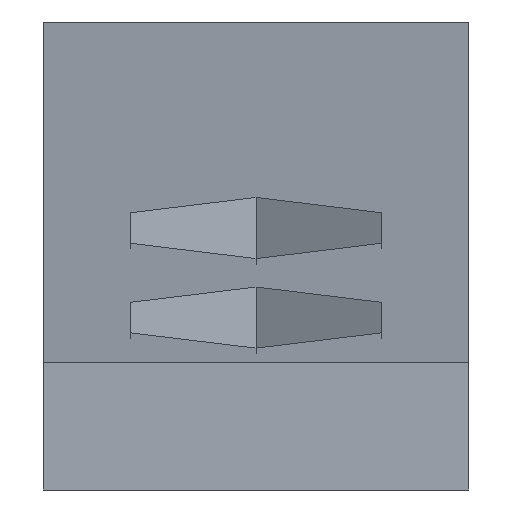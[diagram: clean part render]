
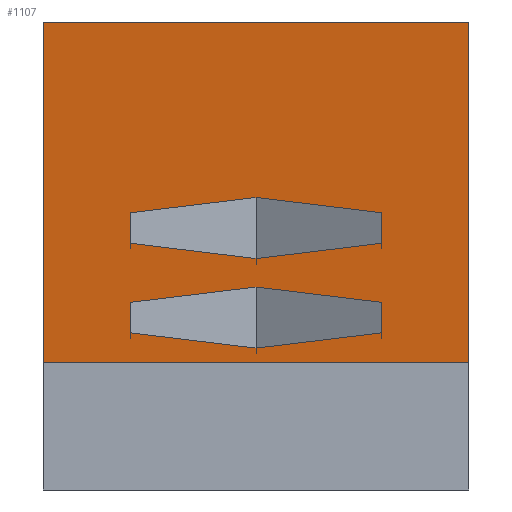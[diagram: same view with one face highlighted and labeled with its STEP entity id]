
A CAD part, left-side view. The second image highlights one B-rep face of the part: STEP entity #1107.
In plain terms, the highlighted planar face has unit normal (-0.206, 0, 0.979).
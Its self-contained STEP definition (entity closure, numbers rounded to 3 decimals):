
#38=FACE_BOUND('',#194,.T.);
#39=FACE_BOUND('',#195,.T.);
#120=FACE_OUTER_BOUND('',#193,.T.);
#193=EDGE_LOOP('',(#944,#945,#946,#947));
#194=EDGE_LOOP('',(#948,#949,#950,#951,#952,#953));
#195=EDGE_LOOP('',(#954,#955,#956,#957,#958,#959));
#226=LINE('',#1492,#352);
#230=LINE('',#1500,#356);
#233=LINE('',#1506,#359);
#236=LINE('',#1512,#362);
#239=LINE('',#1518,#365);
#242=LINE('',#1523,#368);
#244=LINE('',#1531,#370);
#248=LINE('',#1539,#374);
#251=LINE('',#1545,#377);
#254=LINE('',#1551,#380);
#257=LINE('',#1557,#383);
#260=LINE('',#1562,#386);
#341=LINE('',#1740,#467);
#344=LINE('',#1752,#470);
#348=LINE('',#1765,#474);
#349=LINE('',#1766,#475);
#352=VECTOR('',#1210,10.);
#356=VECTOR('',#1216,10.);
#359=VECTOR('',#1221,10.);
#362=VECTOR('',#1226,10.);
#365=VECTOR('',#1231,10.);
#368=VECTOR('',#1236,10.);
#370=VECTOR('',#1244,10.);
#374=VECTOR('',#1250,10.);
#377=VECTOR('',#1255,10.);
#380=VECTOR('',#1260,10.);
#383=VECTOR('',#1265,10.);
#386=VECTOR('',#1270,10.);
#467=VECTOR('',#1423,10.);
#470=VECTOR('',#1434,10.);
#474=VECTOR('',#1446,10.);
#475=VECTOR('',#1447,10.);
#478=VERTEX_POINT('',#1490);
#479=VERTEX_POINT('',#1491);
#482=VERTEX_POINT('',#1499);
#484=VERTEX_POINT('',#1505);
#486=VERTEX_POINT('',#1511);
#488=VERTEX_POINT('',#1517);
#491=VERTEX_POINT('',#1529);
#492=VERTEX_POINT('',#1530);
#495=VERTEX_POINT('',#1538);
#497=VERTEX_POINT('',#1544);
#499=VERTEX_POINT('',#1550);
#501=VERTEX_POINT('',#1556);
#562=VERTEX_POINT('',#1737);
#563=VERTEX_POINT('',#1739);
#567=VERTEX_POINT('',#1749);
#568=VERTEX_POINT('',#1751);
#580=EDGE_CURVE('',#478,#479,#226,.T.);
#584=EDGE_CURVE('',#479,#482,#230,.T.);
#587=EDGE_CURVE('',#482,#484,#233,.T.);
#590=EDGE_CURVE('',#484,#486,#236,.T.);
#593=EDGE_CURVE('',#488,#478,#239,.T.);
#596=EDGE_CURVE('',#486,#488,#242,.T.);
#599=EDGE_CURVE('',#491,#492,#244,.T.);
#603=EDGE_CURVE('',#492,#495,#248,.T.);
#606=EDGE_CURVE('',#495,#497,#251,.T.);
#609=EDGE_CURVE('',#497,#499,#254,.T.);
#612=EDGE_CURVE('',#501,#491,#257,.T.);
#615=EDGE_CURVE('',#499,#501,#260,.T.);
#701=EDGE_CURVE('',#562,#563,#341,.T.);
#707=EDGE_CURVE('',#567,#568,#344,.T.);
#714=EDGE_CURVE('',#568,#562,#348,.T.);
#715=EDGE_CURVE('',#563,#567,#349,.T.);
#944=ORIENTED_EDGE('',*,*,#701,.F.);
#945=ORIENTED_EDGE('',*,*,#714,.F.);
#946=ORIENTED_EDGE('',*,*,#707,.F.);
#947=ORIENTED_EDGE('',*,*,#715,.F.);
#948=ORIENTED_EDGE('',*,*,#590,.T.);
#949=ORIENTED_EDGE('',*,*,#596,.T.);
#950=ORIENTED_EDGE('',*,*,#593,.T.);
#951=ORIENTED_EDGE('',*,*,#580,.T.);
#952=ORIENTED_EDGE('',*,*,#584,.T.);
#953=ORIENTED_EDGE('',*,*,#587,.T.);
#954=ORIENTED_EDGE('',*,*,#609,.T.);
#955=ORIENTED_EDGE('',*,*,#615,.T.);
#956=ORIENTED_EDGE('',*,*,#612,.T.);
#957=ORIENTED_EDGE('',*,*,#599,.T.);
#958=ORIENTED_EDGE('',*,*,#603,.T.);
#959=ORIENTED_EDGE('',*,*,#606,.T.);
#1057=PLANE('',#1186);
#1107=ADVANCED_FACE('',(#120,#38,#39),#1057,.F.);
#1186=AXIS2_PLACEMENT_3D('',#1764,#1444,#1445);
#1210=DIRECTION('',(-0.497,0.861,-0.105));
#1216=DIRECTION('',(0.497,0.861,0.105));
#1221=DIRECTION('',(0.979,0.,0.206));
#1226=DIRECTION('',(0.497,-0.861,0.105));
#1231=DIRECTION('',(-0.979,0.,-0.206));
#1236=DIRECTION('',(-0.497,-0.861,-0.105));
#1244=DIRECTION('',(-0.497,0.861,-0.105));
#1250=DIRECTION('',(0.497,0.861,0.105));
#1255=DIRECTION('',(0.979,0.,0.206));
#1260=DIRECTION('',(0.497,-0.861,0.105));
#1265=DIRECTION('',(-0.979,0.,-0.206));
#1270=DIRECTION('',(-0.497,-0.861,-0.105));
#1423=DIRECTION('',(0.979,0.,0.206));
#1434=DIRECTION('',(-0.979,0.,-0.206));
#1444=DIRECTION('center_axis',(0.206,0.,-0.979));
#1445=DIRECTION('ref_axis',(-0.979,0.,-0.206));
#1446=DIRECTION('',(0.,1.,0.));
#1447=DIRECTION('',(0.,-1.,0.));
#1490=CARTESIAN_POINT('',(13.297,2.05,5.799));
#1491=CARTESIAN_POINT('',(11.594,5.,5.441));
#1492=CARTESIAN_POINT('',(17.061,-4.469,6.592));
#1499=CARTESIAN_POINT('',(13.297,7.95,5.799));
#1500=CARTESIAN_POINT('',(14.077,9.301,5.964));
#1505=CARTESIAN_POINT('',(16.703,7.95,6.516));
#1506=CARTESIAN_POINT('',(26.173,7.95,8.51));
#1511=CARTESIAN_POINT('',(18.406,5.,6.875));
#1512=CARTESIAN_POINT('',(21.272,0.037,7.478));
#1517=CARTESIAN_POINT('',(16.703,2.05,6.516));
#1518=CARTESIAN_POINT('',(27.804,2.05,8.853));
#1523=CARTESIAN_POINT('',(19.973,7.713,7.205));
#1529=CARTESIAN_POINT('',(3.297,2.05,3.694));
#1530=CARTESIAN_POINT('',(1.594,5.,3.336));
#1531=CARTESIAN_POINT('',(8.406,-6.8,4.77));
#1538=CARTESIAN_POINT('',(3.297,7.95,3.694));
#1539=CARTESIAN_POINT('',(5.423,11.632,4.142));
#1544=CARTESIAN_POINT('',(6.703,7.95,4.411));
#1545=CARTESIAN_POINT('',(21.385,7.95,7.502));
#1550=CARTESIAN_POINT('',(8.406,5.,4.77));
#1551=CARTESIAN_POINT('',(12.618,-2.294,5.656));
#1556=CARTESIAN_POINT('',(6.703,2.05,4.411));
#1557=CARTESIAN_POINT('',(23.016,2.05,7.845));
#1562=CARTESIAN_POINT('',(11.319,10.044,5.383));
#1737=CARTESIAN_POINT('',(0.,10.,3.));
#1739=CARTESIAN_POINT('',(38.,10.,11.));
#1740=CARTESIAN_POINT('',(98.654,10.,23.769));
#1749=CARTESIAN_POINT('',(38.,0.,11.));
#1751=CARTESIAN_POINT('',(0.,0.,3.));
#1752=CARTESIAN_POINT('',(18.698,0.,6.936));
#1764=CARTESIAN_POINT('Origin',(38.,0.,11.));
#1765=CARTESIAN_POINT('',(0.,5.,3.));
#1766=CARTESIAN_POINT('',(38.,2.5,11.));
